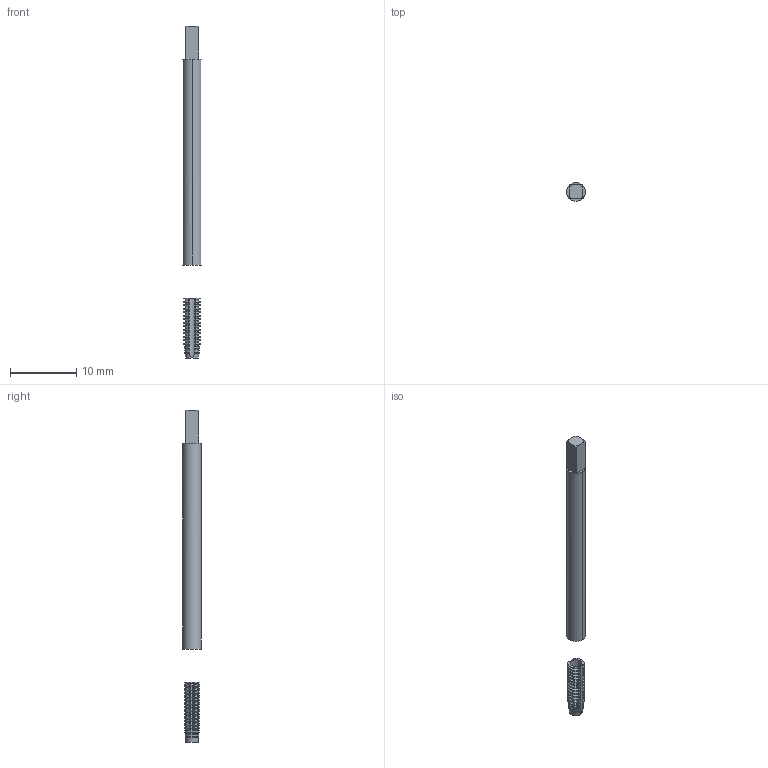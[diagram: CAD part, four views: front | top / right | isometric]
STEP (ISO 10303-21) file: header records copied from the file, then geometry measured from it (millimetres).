
FILE_DESCRIPTION(('no description'),'unknown implementation level');
FILE_NAME('solid0EOSDbQvG97LWyPZbHRb6hmbvJw_1.STP',' ',('CIM GmbH Aachen'),('CADClick - KiM GmbH - www.kimweb.de'),'unknown preprocess','ACIS','unknown authorization');
FILE_SCHEMA(('automotive_design'));
Length unit declared in the file: millimetre
Products named in the file (2): 1; 2
Bounding box: 2.8 x 2.8 x 50 mm (x, y, z)
Volume: 224.7 mm3; surface area: 462.9 mm2
Topology: 2 solids, 2 shells, 264 faces, 717 edges, 456 vertices
Faces by surface type: cone 142, cylinder 106, plane 16
Entity records: 17376 total; most frequent: CARTESIAN_POINT 2782, STYLED_ITEM 1439, PRESENTATION_STYLE_ASSIGNMENT 1439, COLOUR_RGB 1439, ORIENTED_EDGE 1434, DIRECTION 1375, EDGE_CURVE 717, CURVE_STYLE 717
